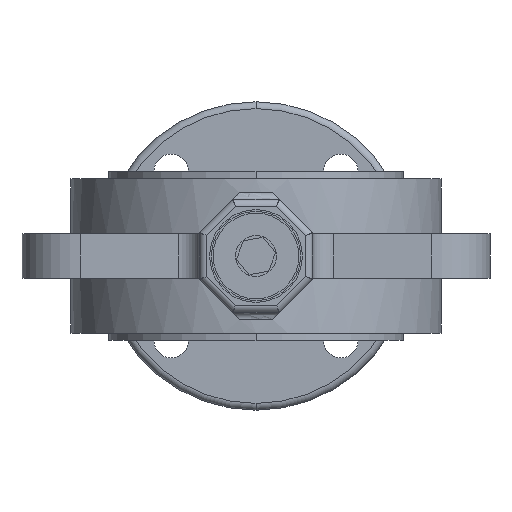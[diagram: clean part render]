
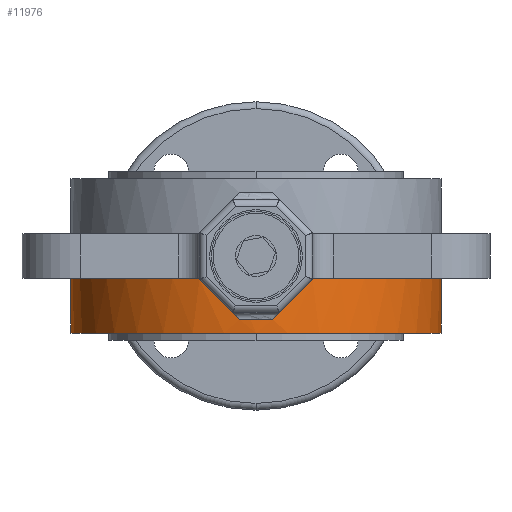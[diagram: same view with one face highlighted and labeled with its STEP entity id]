
A CAD part, front view. The second image highlights one B-rep face of the part: STEP entity #11976.
In plain terms, the highlighted cylindrical face has radius 54 mm (diameter 108 mm), a partial arc.
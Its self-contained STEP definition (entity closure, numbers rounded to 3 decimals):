
#402 = VERTEX_POINT ( 'NONE', #4740 ) ;
#483 = EDGE_CURVE ( 'NONE', #19826, #19222, #5162, .T. ) ;
#521 = VECTOR ( 'NONE', #16280, 1000. ) ;
#708 = EDGE_CURVE ( 'NONE', #19222, #402, #11279, .T. ) ;
#776 = CARTESIAN_POINT ( 'NONE',  ( 4.835, -53.783, -18.5 ) ) ;
#917 = CARTESIAN_POINT ( 'NONE',  ( 0., 0., -6.5 ) ) ;
#963 = CARTESIAN_POINT ( 'NONE',  ( -12.707, -52.635, -10.628 ) ) ;
#1004 = AXIS2_PLACEMENT_3D ( 'NONE', #917, #8734, #19769 ) ;
#1033 = CARTESIAN_POINT ( 'NONE',  ( 4.835, -53.783, -18.5 ) ) ;
#1114 = DIRECTION ( 'NONE',  ( 0., 0., 1. ) ) ;
#1190 = EDGE_CURVE ( 'NONE', #19807, #5483, #18333, .T. ) ;
#1468 = DIRECTION ( 'NONE',  ( 0., 0., -1. ) ) ;
#2034 = CARTESIAN_POINT ( 'NONE',  ( 16.5, -51.417, -6.5 ) ) ;
#2065 =( BOUNDED_CURVE ( )  B_SPLINE_CURVE ( 3, ( #19607, #4149, #963, #8915 ),
 .UNSPECIFIED., .F., .F. ) 
 B_SPLINE_CURVE_WITH_KNOTS ( ( 4, 4 ),
 ( 1.66, 1.881 ),
 .UNSPECIFIED. ) 
 CURVE ( )  GEOMETRIC_REPRESENTATION_ITEM ( )  RATIONAL_B_SPLINE_CURVE ( ( 1., 0.996, 0.996, 1. ) ) 
 REPRESENTATION_ITEM ( '' )  );
#2119 = DIRECTION ( 'NONE',  ( -1., 0., 0. ) ) ;
#2490 = CARTESIAN_POINT ( 'NONE',  ( 0., 0., -22.5 ) ) ;
#2508 = CARTESIAN_POINT ( 'NONE',  ( 54., 0., -6.5 ) ) ;
#2686 = DIRECTION ( 'NONE',  ( 1., 0., 0. ) ) ;
#3279 = CARTESIAN_POINT ( 'NONE',  ( -16.5, -51.417, 22.5 ) ) ;
#3752 = DIRECTION ( 'NONE',  ( 0., 0., -1. ) ) ;
#4012 = AXIS2_PLACEMENT_3D ( 'NONE', #2490, #1114, #2686 ) ;
#4149 = CARTESIAN_POINT ( 'NONE',  ( -8.802, -53.426, -14.532 ) ) ;
#4405 = CYLINDRICAL_SURFACE ( 'NONE', #11601, 54. ) ;
#4477 = ORIENTED_EDGE ( 'NONE', *, *, #708, .T. ) ;
#4740 = CARTESIAN_POINT ( 'NONE',  ( 54., 0., -22.5 ) ) ;
#4893 = DIRECTION ( 'NONE',  ( 0., 0., 1. ) ) ;
#4913 = VECTOR ( 'NONE', #6404, 1000. ) ;
#5018 = CARTESIAN_POINT ( 'NONE',  ( 0., 0., -6.5 ) ) ;
#5056 = VERTEX_POINT ( 'NONE', #18610 ) ;
#5162 = LINE ( 'NONE', #15683, #6614 ) ;
#5236 = CARTESIAN_POINT ( 'NONE',  ( 0., 0., -18.5 ) ) ;
#5385 = CARTESIAN_POINT ( 'NONE',  ( 54., 0., 22.5 ) ) ;
#5483 = VERTEX_POINT ( 'NONE', #18862 ) ;
#6404 = DIRECTION ( 'NONE',  ( 0., 0., 1. ) ) ;
#6599 = VECTOR ( 'NONE', #9021, 1000. ) ;
#6614 = VECTOR ( 'NONE', #1468, 1000. ) ;
#6709 = EDGE_CURVE ( 'NONE', #9103, #18195, #2065, .T. ) ;
#6967 = CARTESIAN_POINT ( 'NONE',  ( -16.5, -51.417, -6.835 ) ) ;
#6993 = ORIENTED_EDGE ( 'NONE', *, *, #11070, .F. ) ;
#7067 = ORIENTED_EDGE ( 'NONE', *, *, #11674, .T. ) ;
#7078 = CIRCLE ( 'NONE', #1004, 54. ) ;
#7565 = LINE ( 'NONE', #3279, #4913 ) ;
#7742 = DIRECTION ( 'NONE',  ( 0., 0., -1. ) ) ;
#7791 = FACE_OUTER_BOUND ( 'NONE', #20187, .T. ) ;
#7898 = CIRCLE ( 'NONE', #12254, 54. ) ;
#8734 = DIRECTION ( 'NONE',  ( 0., 0., 1. ) ) ;
#8915 = CARTESIAN_POINT ( 'NONE',  ( -16.5, -51.417, -6.835 ) ) ;
#8951 = CARTESIAN_POINT ( 'NONE',  ( 16.5, -51.417, 22.5 ) ) ;
#9021 = DIRECTION ( 'NONE',  ( 0., 0., -1. ) ) ;
#9103 = VERTEX_POINT ( 'NONE', #18808 ) ;
#9169 = AXIS2_PLACEMENT_3D ( 'NONE', #5018, #4893, #9523 ) ;
#9523 = DIRECTION ( 'NONE',  ( 1., 0., 0. ) ) ;
#9608 = CARTESIAN_POINT ( 'NONE',  ( 0., 0., 22.5 ) ) ;
#9737 = DIRECTION ( 'NONE',  ( -1., 0., 0. ) ) ;
#10067 = ORIENTED_EDGE ( 'NONE', *, *, #483, .T. ) ;
#11070 = EDGE_CURVE ( 'NONE', #19807, #12347, #7078, .T. ) ;
#11207 = ORIENTED_EDGE ( 'NONE', *, *, #16089, .F. ) ;
#11279 = CIRCLE ( 'NONE', #4012, 54. ) ;
#11504 = CARTESIAN_POINT ( 'NONE',  ( -54., 0., -6.5 ) ) ;
#11601 = AXIS2_PLACEMENT_3D ( 'NONE', #9608, #7742, #9737 ) ;
#11674 = EDGE_CURVE ( 'NONE', #5483, #13648, #18955, .T. ) ;
#11968 = LINE ( 'NONE', #5385, #521 ) ;
#11976 = ADVANCED_FACE ( 'NONE', ( #7791 ), #4405, .T. ) ;
#12178 = ORIENTED_EDGE ( 'NONE', *, *, #1190, .T. ) ;
#12254 = AXIS2_PLACEMENT_3D ( 'NONE', #5236, #3752, #2119 ) ;
#12347 = VERTEX_POINT ( 'NONE', #2508 ) ;
#13219 = ORIENTED_EDGE ( 'NONE', *, *, #13896, .T. ) ;
#13648 = VERTEX_POINT ( 'NONE', #776 ) ;
#13896 = EDGE_CURVE ( 'NONE', #13648, #9103, #7898, .T. ) ;
#14815 = CIRCLE ( 'NONE', #9169, 54. ) ;
#15005 = ORIENTED_EDGE ( 'NONE', *, *, #19395, .F. ) ;
#15683 = CARTESIAN_POINT ( 'NONE',  ( -54., 0., 22.5 ) ) ;
#16089 = EDGE_CURVE ( 'NONE', #12347, #402, #11968, .T. ) ;
#16280 = DIRECTION ( 'NONE',  ( 0., 0., -1. ) ) ;
#16355 = ORIENTED_EDGE ( 'NONE', *, *, #6709, .T. ) ;
#16556 = CARTESIAN_POINT ( 'NONE',  ( 8.802, -53.426, -14.532 ) ) ;
#16906 = ORIENTED_EDGE ( 'NONE', *, *, #17550, .T. ) ;
#17156 = CARTESIAN_POINT ( 'NONE',  ( -54., 0., -22.5 ) ) ;
#17550 = EDGE_CURVE ( 'NONE', #18195, #5056, #7565, .T. ) ;
#18195 = VERTEX_POINT ( 'NONE', #6967 ) ;
#18333 = LINE ( 'NONE', #8951, #6599 ) ;
#18610 = CARTESIAN_POINT ( 'NONE',  ( -16.5, -51.417, -6.5 ) ) ;
#18808 = CARTESIAN_POINT ( 'NONE',  ( -4.835, -53.783, -18.5 ) ) ;
#18862 = CARTESIAN_POINT ( 'NONE',  ( 16.5, -51.417, -6.835 ) ) ;
#18955 =( BOUNDED_CURVE ( )  B_SPLINE_CURVE ( 3, ( #19803, #19544, #16556, #1033 ),
 .UNSPECIFIED., .F., .F. ) 
 B_SPLINE_CURVE_WITH_KNOTS ( ( 4, 4 ),
 ( 4.402, 4.623 ),
 .UNSPECIFIED. ) 
 CURVE ( )  GEOMETRIC_REPRESENTATION_ITEM ( )  RATIONAL_B_SPLINE_CURVE ( ( 1., 0.996, 0.996, 1. ) ) 
 REPRESENTATION_ITEM ( '' )  );
#19222 = VERTEX_POINT ( 'NONE', #17156 ) ;
#19395 = EDGE_CURVE ( 'NONE', #19826, #5056, #14815, .T. ) ;
#19544 = CARTESIAN_POINT ( 'NONE',  ( 12.707, -52.635, -10.628 ) ) ;
#19607 = CARTESIAN_POINT ( 'NONE',  ( -4.835, -53.783, -18.5 ) ) ;
#19769 = DIRECTION ( 'NONE',  ( 1., 0., 0. ) ) ;
#19803 = CARTESIAN_POINT ( 'NONE',  ( 16.5, -51.417, -6.835 ) ) ;
#19807 = VERTEX_POINT ( 'NONE', #2034 ) ;
#19826 = VERTEX_POINT ( 'NONE', #11504 ) ;
#20187 = EDGE_LOOP ( 'NONE', ( #11207, #6993, #12178, #7067, #13219, #16355, #16906, #15005, #10067, #4477 ) ) ;
